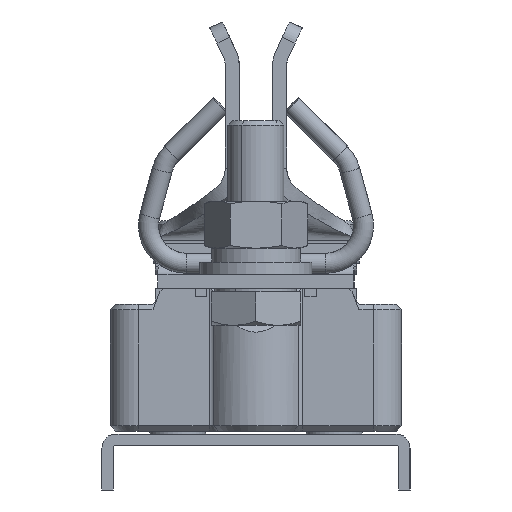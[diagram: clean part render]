
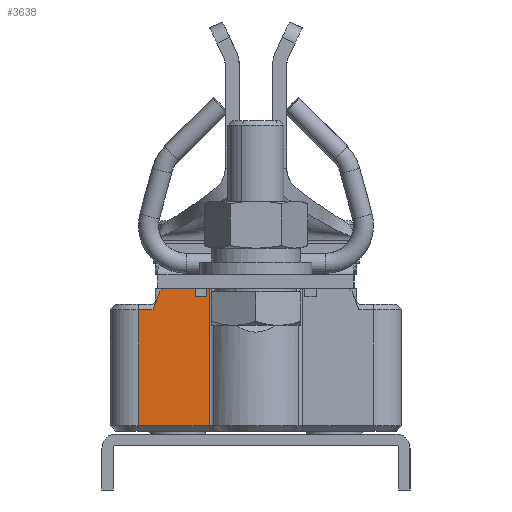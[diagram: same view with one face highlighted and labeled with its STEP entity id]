
A CAD part, front view. The second image highlights one B-rep face of the part: STEP entity #3638.
In plain terms, the highlighted face is planar.
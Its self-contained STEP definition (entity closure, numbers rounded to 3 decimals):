
#1217=DIRECTION('',(-1.,0.,0.));
#1218=VECTOR('',#1217,2.617);
#1219=CARTESIAN_POINT('',(-18.383,22.2,17.5));
#1220=LINE('',#1219,#1218);
#1245=DIRECTION('',(0.819,0.574,0.));
#1246=VECTOR('',#1245,0.819);
#1247=CARTESIAN_POINT('',(-17.171,25.53,17.5));
#1248=LINE('',#1247,#1246);
#1252=DIRECTION('',(1.,0.,0.));
#1253=VECTOR('',#1252,8.148);
#1254=CARTESIAN_POINT('',(-16.5,26.,17.5));
#1255=LINE('',#1254,#1253);
#1259=DIRECTION('',(0.342,0.94,0.));
#1260=VECTOR('',#1259,3.544);
#1261=CARTESIAN_POINT('',(-18.383,22.2,17.5));
#1262=LINE('',#1261,#1260);
#1266=DIRECTION('',(0.,1.,0.));
#1267=VECTOR('',#1266,24.5);
#1268=CARTESIAN_POINT('',(-8.352,1.5,17.5));
#1269=LINE('',#1268,#1267);
#1400=DIRECTION('',(1.,0.,0.));
#1401=VECTOR('',#1400,12.648);
#1402=CARTESIAN_POINT('',(-21.,1.5,17.5));
#1403=LINE('',#1402,#1401);
#1436=DIRECTION('',(0.,-1.,0.));
#1437=VECTOR('',#1436,20.7);
#1438=CARTESIAN_POINT('',(-21.,22.2,17.5));
#1439=LINE('',#1438,#1437);
#2236=CARTESIAN_POINT('',(-8.352,26.,17.5));
#2238=VERTEX_POINT('',#2236);
#2250=CARTESIAN_POINT('',(-16.5,26.,17.5));
#2251=VERTEX_POINT('',#2250);
#2292=CARTESIAN_POINT('',(-18.383,22.2,17.5));
#2293=VERTEX_POINT('',#2292);
#2294=CARTESIAN_POINT('',(-21.,22.2,17.5));
#2295=VERTEX_POINT('',#2294);
#2296=CARTESIAN_POINT('',(-17.171,25.53,17.5));
#2297=VERTEX_POINT('',#2296);
#2298=CARTESIAN_POINT('',(-8.352,1.5,17.5));
#2299=VERTEX_POINT('',#2298);
#2300=CARTESIAN_POINT('',(-21.,1.5,17.5));
#2301=VERTEX_POINT('',#2300);
#3621=CARTESIAN_POINT('',(-26.,0.,17.5));
#3622=DIRECTION('',(0.,0.,1.));
#3623=DIRECTION('',(1.,0.,0.));
#3624=AXIS2_PLACEMENT_3D('',#3621,#3622,#3623);
#3625=PLANE('',#3624);
#3626=ORIENTED_EDGE('',*,*,#3606,.T.);
#3627=ORIENTED_EDGE('',*,*,#3296,.T.);
#3629=ORIENTED_EDGE('',*,*,#3628,.F.);
#3631=ORIENTED_EDGE('',*,*,#3630,.F.);
#3633=ORIENTED_EDGE('',*,*,#3632,.F.);
#3634=ORIENTED_EDGE('',*,*,#3565,.F.);
#3635=ORIENTED_EDGE('',*,*,#3588,.T.);
#3636=EDGE_LOOP('',(#3626,#3627,#3629,#3631,#3633,#3634,#3635));
#3637=FACE_OUTER_BOUND('',#3636,.F.);
#3296=EDGE_CURVE('',#2251,#2238,#1255,.T.);
#3565=EDGE_CURVE('',#2293,#2295,#1220,.T.);
#3588=EDGE_CURVE('',#2293,#2297,#1262,.T.);
#3606=EDGE_CURVE('',#2297,#2251,#1248,.T.);
#3628=EDGE_CURVE('',#2299,#2238,#1269,.T.);
#3630=EDGE_CURVE('',#2301,#2299,#1403,.T.);
#3632=EDGE_CURVE('',#2295,#2301,#1439,.T.);
#3638=ADVANCED_FACE('',(#3637),#3625,.T.);
